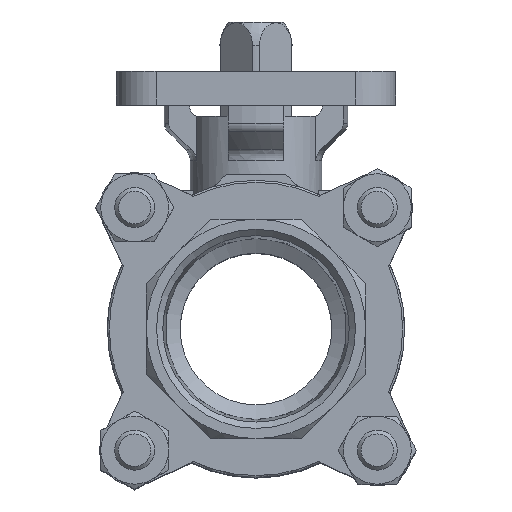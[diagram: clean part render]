
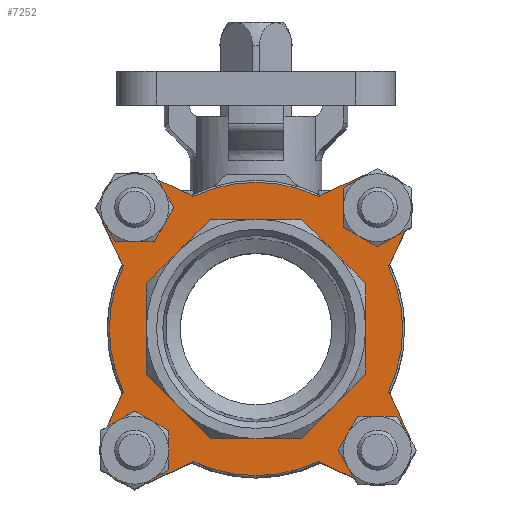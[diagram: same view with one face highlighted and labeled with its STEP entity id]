
A CAD part, top view. The second image highlights one B-rep face of the part: STEP entity #7252.
In plain terms, the highlighted planar face has unit normal (0, 0, 1).
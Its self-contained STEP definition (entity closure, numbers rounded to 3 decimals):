
#87=LINE('',#11241,#505);
#88=LINE('',#11245,#506);
#89=LINE('',#11249,#507);
#90=LINE('',#11253,#508);
#91=LINE('',#11257,#509);
#92=LINE('',#11261,#510);
#93=LINE('',#11265,#511);
#94=LINE('',#11269,#512);
#95=LINE('',#11270,#513);
#96=LINE('',#11273,#514);
#97=LINE('',#11275,#515);
#98=LINE('',#11277,#516);
#99=LINE('',#11279,#517);
#100=LINE('',#11281,#518);
#101=LINE('',#11283,#519);
#102=LINE('',#11285,#520);
#505=VECTOR('',#8764,1000.);
#506=VECTOR('',#8767,1000.);
#507=VECTOR('',#8770,1000.);
#508=VECTOR('',#8773,1000.);
#509=VECTOR('',#8776,1000.);
#510=VECTOR('',#8779,1000.);
#511=VECTOR('',#8782,1000.);
#512=VECTOR('',#8785,1000.);
#513=VECTOR('',#8786,1000.);
#514=VECTOR('',#8787,1000.);
#515=VECTOR('',#8788,1000.);
#516=VECTOR('',#8789,1000.);
#517=VECTOR('',#8790,1000.);
#518=VECTOR('',#8791,1000.);
#519=VECTOR('',#8792,1000.);
#520=VECTOR('',#8793,1000.);
#988=PLANE('',#7788);
#1250=CIRCLE('',#7789,36.75);
#1251=CIRCLE('',#7790,8.8);
#1252=CIRCLE('',#7791,36.75);
#1253=CIRCLE('',#7792,8.8);
#1254=CIRCLE('',#7793,36.75);
#1255=CIRCLE('',#7794,8.8);
#1256=CIRCLE('',#7795,36.75);
#1257=CIRCLE('',#7796,8.8);
#1258=CIRCLE('',#7797,8.);
#1259=CIRCLE('',#7798,8.);
#1260=CIRCLE('',#7799,8.);
#1261=CIRCLE('',#7800,8.);
#1758=ORIENTED_EDGE('',*,*,#3974,.F.);
#1759=ORIENTED_EDGE('',*,*,#3975,.T.);
#1760=ORIENTED_EDGE('',*,*,#3976,.T.);
#1761=ORIENTED_EDGE('',*,*,#3977,.T.);
#1762=ORIENTED_EDGE('',*,*,#3978,.F.);
#1763=ORIENTED_EDGE('',*,*,#3979,.T.);
#1764=ORIENTED_EDGE('',*,*,#3980,.T.);
#1765=ORIENTED_EDGE('',*,*,#3981,.T.);
#1766=ORIENTED_EDGE('',*,*,#3982,.F.);
#1767=ORIENTED_EDGE('',*,*,#3983,.T.);
#1768=ORIENTED_EDGE('',*,*,#3984,.T.);
#1769=ORIENTED_EDGE('',*,*,#3985,.T.);
#1770=ORIENTED_EDGE('',*,*,#3986,.F.);
#1771=ORIENTED_EDGE('',*,*,#3987,.T.);
#1772=ORIENTED_EDGE('',*,*,#3988,.T.);
#1773=ORIENTED_EDGE('',*,*,#3989,.T.);
#1774=ORIENTED_EDGE('',*,*,#3990,.F.);
#1775=ORIENTED_EDGE('',*,*,#3991,.F.);
#1776=ORIENTED_EDGE('',*,*,#3992,.F.);
#1777=ORIENTED_EDGE('',*,*,#3993,.F.);
#1778=ORIENTED_EDGE('',*,*,#3994,.F.);
#1779=ORIENTED_EDGE('',*,*,#3995,.F.);
#1780=ORIENTED_EDGE('',*,*,#3996,.F.);
#1781=ORIENTED_EDGE('',*,*,#3997,.F.);
#1782=ORIENTED_EDGE('',*,*,#3998,.F.);
#1783=ORIENTED_EDGE('',*,*,#3999,.F.);
#1784=ORIENTED_EDGE('',*,*,#4000,.F.);
#1785=ORIENTED_EDGE('',*,*,#4001,.F.);
#3974=EDGE_CURVE('',#5048,#5049,#1250,.T.);
#3975=EDGE_CURVE('',#5048,#5050,#87,.T.);
#3976=EDGE_CURVE('',#5050,#5051,#1251,.T.);
#3977=EDGE_CURVE('',#5051,#5052,#88,.T.);
#3978=EDGE_CURVE('',#5053,#5052,#1252,.T.);
#3979=EDGE_CURVE('',#5053,#5054,#89,.T.);
#3980=EDGE_CURVE('',#5054,#5055,#1253,.T.);
#3981=EDGE_CURVE('',#5055,#5056,#90,.T.);
#3982=EDGE_CURVE('',#5057,#5056,#1254,.T.);
#3983=EDGE_CURVE('',#5057,#5058,#91,.T.);
#3984=EDGE_CURVE('',#5058,#5059,#1255,.T.);
#3985=EDGE_CURVE('',#5059,#5060,#92,.T.);
#3986=EDGE_CURVE('',#5061,#5060,#1256,.T.);
#3987=EDGE_CURVE('',#5061,#5062,#93,.T.);
#3988=EDGE_CURVE('',#5062,#5063,#1257,.T.);
#3989=EDGE_CURVE('',#5063,#5049,#94,.T.);
#3990=EDGE_CURVE('',#5064,#5065,#95,.T.);
#3991=EDGE_CURVE('',#5066,#5064,#96,.T.);
#3992=EDGE_CURVE('',#5067,#5066,#97,.T.);
#3993=EDGE_CURVE('',#5068,#5067,#98,.T.);
#3994=EDGE_CURVE('',#5069,#5068,#99,.T.);
#3995=EDGE_CURVE('',#5070,#5069,#100,.T.);
#3996=EDGE_CURVE('',#5071,#5070,#101,.T.);
#3997=EDGE_CURVE('',#5065,#5071,#102,.T.);
#3998=EDGE_CURVE('',#5072,#5072,#1258,.F.);
#3999=EDGE_CURVE('',#5073,#5073,#1259,.F.);
#4000=EDGE_CURVE('',#5074,#5074,#1260,.F.);
#4001=EDGE_CURVE('',#5075,#5075,#1261,.F.);
#5048=VERTEX_POINT('',#11239);
#5049=VERTEX_POINT('',#11240);
#5050=VERTEX_POINT('',#11242);
#5051=VERTEX_POINT('',#11244);
#5052=VERTEX_POINT('',#11246);
#5053=VERTEX_POINT('',#11248);
#5054=VERTEX_POINT('',#11250);
#5055=VERTEX_POINT('',#11252);
#5056=VERTEX_POINT('',#11254);
#5057=VERTEX_POINT('',#11256);
#5058=VERTEX_POINT('',#11258);
#5059=VERTEX_POINT('',#11260);
#5060=VERTEX_POINT('',#11262);
#5061=VERTEX_POINT('',#11264);
#5062=VERTEX_POINT('',#11266);
#5063=VERTEX_POINT('',#11268);
#5064=VERTEX_POINT('',#11271);
#5065=VERTEX_POINT('',#11272);
#5066=VERTEX_POINT('',#11274);
#5067=VERTEX_POINT('',#11276);
#5068=VERTEX_POINT('',#11278);
#5069=VERTEX_POINT('',#11280);
#5070=VERTEX_POINT('',#11282);
#5071=VERTEX_POINT('',#11284);
#5072=VERTEX_POINT('',#11287);
#5073=VERTEX_POINT('',#11289);
#5074=VERTEX_POINT('',#11291);
#5075=VERTEX_POINT('',#11293);
#6029=EDGE_LOOP('',(#1758,#1759,#1760,#1761,#1762,#1763,#1764,#1765,#1766,
#1767,#1768,#1769,#1770,#1771,#1772,#1773));
#6030=EDGE_LOOP('',(#1774,#1775,#1776,#1777,#1778,#1779,#1780,#1781));
#6031=EDGE_LOOP('',(#1782));
#6032=EDGE_LOOP('',(#1783));
#6033=EDGE_LOOP('',(#1784));
#6034=EDGE_LOOP('',(#1785));
#6581=FACE_BOUND('',#6029,.T.);
#6582=FACE_BOUND('',#6030,.T.);
#6583=FACE_BOUND('',#6031,.T.);
#6584=FACE_BOUND('',#6032,.T.);
#6585=FACE_BOUND('',#6033,.T.);
#6586=FACE_BOUND('',#6034,.T.);
#7252=ADVANCED_FACE('',(#6581,#6582,#6583,#6584,#6585,#6586),#988,.F.);
#7788=AXIS2_PLACEMENT_3D('',#11237,#8760,#8761);
#7789=AXIS2_PLACEMENT_3D('',#11238,#8762,#8763);
#7790=AXIS2_PLACEMENT_3D('',#11243,#8765,#8766);
#7791=AXIS2_PLACEMENT_3D('',#11247,#8768,#8769);
#7792=AXIS2_PLACEMENT_3D('',#11251,#8771,#8772);
#7793=AXIS2_PLACEMENT_3D('',#11255,#8774,#8775);
#7794=AXIS2_PLACEMENT_3D('',#11259,#8777,#8778);
#7795=AXIS2_PLACEMENT_3D('',#11263,#8780,#8781);
#7796=AXIS2_PLACEMENT_3D('',#11267,#8783,#8784);
#7797=AXIS2_PLACEMENT_3D('',#11286,#8794,#8795);
#7798=AXIS2_PLACEMENT_3D('',#11288,#8796,#8797);
#7799=AXIS2_PLACEMENT_3D('',#11290,#8798,#8799);
#7800=AXIS2_PLACEMENT_3D('',#11292,#8800,#8801);
#8760=DIRECTION('',(0.,0.,-1.));
#8761=DIRECTION('',(-1.,0.,0.));
#8762=DIRECTION('',(0.,0.,-1.));
#8763=DIRECTION('',(-1.,0.,0.));
#8764=DIRECTION('',(-0.906,0.423,0.));
#8765=DIRECTION('',(0.,0.,1.));
#8766=DIRECTION('',(1.,0.,0.));
#8767=DIRECTION('',(0.423,-0.906,0.));
#8768=DIRECTION('',(0.,0.,-1.));
#8769=DIRECTION('',(-1.,0.,0.));
#8770=DIRECTION('',(-0.423,-0.906,0.));
#8771=DIRECTION('',(0.,0.,1.));
#8772=DIRECTION('',(1.,0.,0.));
#8773=DIRECTION('',(0.906,0.423,0.));
#8774=DIRECTION('',(0.,0.,-1.));
#8775=DIRECTION('',(-1.,0.,0.));
#8776=DIRECTION('',(0.906,-0.423,0.));
#8777=DIRECTION('',(0.,0.,1.));
#8778=DIRECTION('',(1.,0.,0.));
#8779=DIRECTION('',(-0.423,0.906,0.));
#8780=DIRECTION('',(0.,0.,-1.));
#8781=DIRECTION('',(-1.,0.,0.));
#8782=DIRECTION('',(0.423,0.906,0.));
#8783=DIRECTION('',(0.,0.,1.));
#8784=DIRECTION('',(1.,0.,0.));
#8785=DIRECTION('',(-0.906,-0.423,0.));
#8786=DIRECTION('',(-0.707,-0.707,0.));
#8787=DIRECTION('',(-1.,0.,0.));
#8788=DIRECTION('',(-0.707,0.707,0.));
#8789=DIRECTION('',(0.,1.,0.));
#8790=DIRECTION('',(0.707,0.707,0.));
#8791=DIRECTION('',(1.,0.,0.));
#8792=DIRECTION('',(0.707,-0.707,0.));
#8793=DIRECTION('',(0.,-1.,0.));
#8794=DIRECTION('',(0.,0.,-1.));
#8795=DIRECTION('',(-1.,0.,0.));
#8796=DIRECTION('',(0.,0.,-1.));
#8797=DIRECTION('',(-1.,0.,0.));
#8798=DIRECTION('',(0.,0.,-1.));
#8799=DIRECTION('',(-1.,0.,0.));
#8800=DIRECTION('',(0.,0.,-1.));
#8801=DIRECTION('',(-1.,0.,0.));
#11237=CARTESIAN_POINT('',(0.,0.,36.55));
#11238=CARTESIAN_POINT('',(0.,0.,36.55));
#11239=CARTESIAN_POINT('',(-15.668,33.243,36.55));
#11240=CARTESIAN_POINT('',(15.668,33.243,36.55));
#11241=CARTESIAN_POINT('',(0.,25.937,36.55));
#11242=CARTESIAN_POINT('',(-26.687,38.381,36.55));
#11243=CARTESIAN_POINT('',(-30.406,30.406,36.55));
#11244=CARTESIAN_POINT('',(-38.381,26.687,36.55));
#11245=CARTESIAN_POINT('',(-38.381,26.687,36.55));
#11246=CARTESIAN_POINT('',(-33.243,15.668,36.55));
#11247=CARTESIAN_POINT('',(0.,0.,36.55));
#11248=CARTESIAN_POINT('',(-33.243,-15.668,36.55));
#11249=CARTESIAN_POINT('',(-25.937,0.,36.55));
#11250=CARTESIAN_POINT('',(-38.381,-26.687,36.55));
#11251=CARTESIAN_POINT('',(-30.406,-30.406,36.55));
#11252=CARTESIAN_POINT('',(-26.687,-38.381,36.55));
#11253=CARTESIAN_POINT('',(-26.687,-38.381,36.55));
#11254=CARTESIAN_POINT('',(-15.668,-33.243,36.55));
#11255=CARTESIAN_POINT('',(0.,0.,36.55));
#11256=CARTESIAN_POINT('',(15.668,-33.243,36.55));
#11257=CARTESIAN_POINT('',(0.,-25.937,36.55));
#11258=CARTESIAN_POINT('',(26.687,-38.381,36.55));
#11259=CARTESIAN_POINT('',(30.406,-30.406,36.55));
#11260=CARTESIAN_POINT('',(38.381,-26.687,36.55));
#11261=CARTESIAN_POINT('',(38.381,-26.687,36.55));
#11262=CARTESIAN_POINT('',(33.243,-15.668,36.55));
#11263=CARTESIAN_POINT('',(0.,0.,36.55));
#11264=CARTESIAN_POINT('',(33.243,15.668,36.55));
#11265=CARTESIAN_POINT('',(25.937,0.,36.55));
#11266=CARTESIAN_POINT('',(38.381,26.687,36.55));
#11267=CARTESIAN_POINT('',(30.406,30.406,36.55));
#11268=CARTESIAN_POINT('',(26.687,38.381,36.55));
#11269=CARTESIAN_POINT('',(26.687,38.381,36.55));
#11270=CARTESIAN_POINT('',(-19.445,19.445,36.55));
#11271=CARTESIAN_POINT('',(-11.391,27.5,36.55));
#11272=CARTESIAN_POINT('',(-27.5,11.391,36.55));
#11273=CARTESIAN_POINT('',(0.,27.5,36.55));
#11274=CARTESIAN_POINT('',(11.391,27.5,36.55));
#11275=CARTESIAN_POINT('',(19.445,19.445,36.55));
#11276=CARTESIAN_POINT('',(27.5,11.391,36.55));
#11277=CARTESIAN_POINT('',(27.5,0.,36.55));
#11278=CARTESIAN_POINT('',(27.5,-11.391,36.55));
#11279=CARTESIAN_POINT('',(19.445,-19.445,36.55));
#11280=CARTESIAN_POINT('',(11.391,-27.5,36.55));
#11281=CARTESIAN_POINT('',(0.,-27.5,36.55));
#11282=CARTESIAN_POINT('',(-11.391,-27.5,36.55));
#11283=CARTESIAN_POINT('',(-19.445,-19.445,36.55));
#11284=CARTESIAN_POINT('',(-27.5,-11.391,36.55));
#11285=CARTESIAN_POINT('',(-27.5,0.,36.55));
#11286=CARTESIAN_POINT('',(-30.406,30.406,36.55));
#11287=CARTESIAN_POINT('',(-38.406,30.406,36.55));
#11288=CARTESIAN_POINT('',(30.406,-30.406,36.55));
#11289=CARTESIAN_POINT('',(22.406,-30.406,36.55));
#11290=CARTESIAN_POINT('',(30.406,30.406,36.55));
#11291=CARTESIAN_POINT('',(22.406,30.406,36.55));
#11292=CARTESIAN_POINT('',(-30.406,-30.406,36.55));
#11293=CARTESIAN_POINT('',(-38.406,-30.406,36.55));
